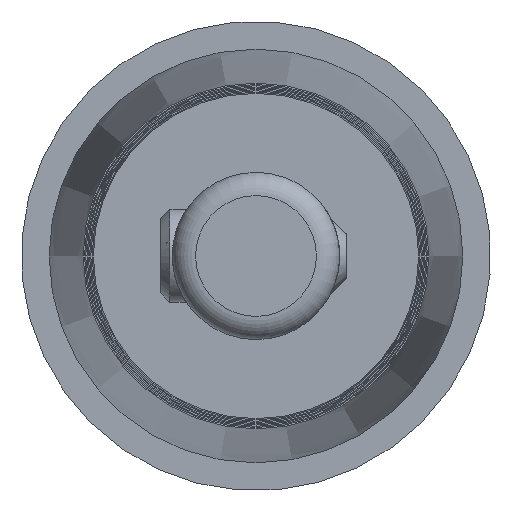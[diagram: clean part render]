
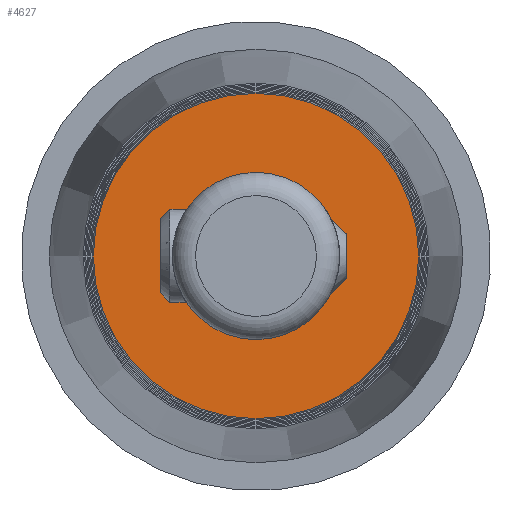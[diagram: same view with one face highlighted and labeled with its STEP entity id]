
A CAD part, left-side view. The second image highlights one B-rep face of the part: STEP entity #4627.
In plain terms, the highlighted planar face has unit normal (-1, 0, 0).
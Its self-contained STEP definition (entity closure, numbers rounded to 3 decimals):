
#254=CARTESIAN_POINT('',(0.,0.789,1.042));
#255=VERTEX_POINT('',#254);
#256=CARTESIAN_POINT('',(0.,-0.407,1.242));
#257=VERTEX_POINT('',#256);
#258=CARTESIAN_POINT('',(0.,0.789,1.042));
#259=CARTESIAN_POINT('',(0.,0.765,1.107));
#260=CARTESIAN_POINT('',(0.,0.73,1.169));
#261=CARTESIAN_POINT('',(0.,0.688,1.224));
#262=CARTESIAN_POINT('',(0.,0.645,1.279));
#263=CARTESIAN_POINT('',(0.,0.594,1.328));
#264=CARTESIAN_POINT('',(0.,0.537,1.368));
#265=CARTESIAN_POINT('',(0.,0.48,1.409));
#266=CARTESIAN_POINT('',(0.,0.417,1.44));
#267=CARTESIAN_POINT('',(0.,0.351,1.462));
#268=CARTESIAN_POINT('',(0.,0.284,1.484));
#269=CARTESIAN_POINT('',(0.,0.215,1.495));
#270=CARTESIAN_POINT('',(0.,0.145,1.497));
#271=CARTESIAN_POINT('',(0.,0.075,1.498));
#272=CARTESIAN_POINT('',(0.,0.005,1.488));
#273=CARTESIAN_POINT('',(0.,-0.062,1.469));
#274=CARTESIAN_POINT('',(0.,-0.129,1.449));
#275=CARTESIAN_POINT('',(0.,-0.193,1.42));
#276=CARTESIAN_POINT('',(0.,-0.251,1.381));
#277=CARTESIAN_POINT('',(0.,-0.31,1.343));
#278=CARTESIAN_POINT('',(0.,-0.362,1.296));
#279=CARTESIAN_POINT('',(0.,-0.407,1.242));
#280=B_SPLINE_CURVE_WITH_KNOTS('',3,(#258,#259,#260,#261,#262,#263,#264,#265,#266,#267,#268,#269,#270,#271,#272,#273,#274,#275,#276,#277,#278,#279),.UNSPECIFIED.,.F.,.U.,(4,3,3,3,3,3,3,4),(0.0,0.021,0.042,0.063,0.084,0.105,0.126,0.147),.UNSPECIFIED.);
#281=EDGE_CURVE('',#255,#257,#280,.T.);
#1124=CARTESIAN_POINT('',(0.,-1.297,0.163));
#1125=VERTEX_POINT('',#1124);
#1126=CARTESIAN_POINT('',(0.,-0.407,1.242));
#1127=DIRECTION('',(0.0,-0.636,-0.772));
#1128=VECTOR('',#1127,1.399);
#1129=LINE('',#1126,#1128);
#1130=EDGE_CURVE('',#257,#1125,#1129,.T.);
#1765=CARTESIAN_POINT('',(0.,1.279,-0.269));
#1766=VERTEX_POINT('',#1765);
#1767=CARTESIAN_POINT('',(0.,1.279,-0.269));
#1768=DIRECTION('',(0.0,-0.35,0.937));
#1769=VECTOR('',#1768,1.399);
#1770=LINE('',#1767,#1769);
#1771=EDGE_CURVE('',#1766,#255,#1770,.T.);
#3258=CARTESIAN_POINT('',(0.,-0.872,-0.973));
#3259=VERTEX_POINT('',#3258);
#3260=CARTESIAN_POINT('',(0.,-1.297,0.163));
#3261=CARTESIAN_POINT('',(0.,-1.341,0.109));
#3262=CARTESIAN_POINT('',(0.,-1.377,0.048));
#3263=CARTESIAN_POINT('',(0.,-1.404,-0.016));
#3264=CARTESIAN_POINT('',(0.,-1.43,-0.081));
#3265=CARTESIAN_POINT('',(0.,-1.447,-0.15));
#3266=CARTESIAN_POINT('',(0.,-1.454,-0.219));
#3267=CARTESIAN_POINT('',(0.,-1.46,-0.288));
#3268=CARTESIAN_POINT('',(0.,-1.456,-0.359));
#3269=CARTESIAN_POINT('',(0.,-1.441,-0.427));
#3270=CARTESIAN_POINT('',(0.,-1.427,-0.496));
#3271=CARTESIAN_POINT('',(0.,-1.402,-0.562));
#3272=CARTESIAN_POINT('',(0.,-1.368,-0.623));
#3273=CARTESIAN_POINT('',(0.,-1.334,-0.684));
#3274=CARTESIAN_POINT('',(0.,-1.291,-0.74));
#3275=CARTESIAN_POINT('',(0.,-1.241,-0.788));
#3276=CARTESIAN_POINT('',(0.,-1.191,-0.836));
#3277=CARTESIAN_POINT('',(0.,-1.133,-0.877));
#3278=CARTESIAN_POINT('',(0.,-1.071,-0.908));
#3279=CARTESIAN_POINT('',(0.,-1.008,-0.94));
#3280=CARTESIAN_POINT('',(0.,-0.941,-0.962));
#3281=CARTESIAN_POINT('',(0.,-0.872,-0.973));
#3282=B_SPLINE_CURVE_WITH_KNOTS('',3,(#3260,#3261,#3262,#3263,#3264,#3265,#3266,#3267,#3268,#3269,#3270,#3271,#3272,#3273,#3274,#3275,#3276,#3277,#3278,#3279,#3280,#3281),.UNSPECIFIED.,.F.,.U.,(4,3,3,3,3,3,3,4),(0.0,0.021,0.042,0.063,0.084,0.105,0.126,0.147),.UNSPECIFIED.);
#3283=EDGE_CURVE('',#1125,#3259,#3282,.T.);
#3353=CARTESIAN_POINT('',(0.,0.508,-1.204));
#3354=VERTEX_POINT('',#3353);
#3355=CARTESIAN_POINT('',(0.,-0.872,-0.973));
#3356=DIRECTION('',(0.0,0.986,-0.165));
#3357=VECTOR('',#3356,1.399);
#3358=LINE('',#3355,#3357);
#3359=EDGE_CURVE('',#3259,#3354,#3358,.T.);
#3559=CARTESIAN_POINT('',(0.,0.508,-1.204));
#3560=CARTESIAN_POINT('',(0.,0.577,-1.216));
#3561=CARTESIAN_POINT('',(0.,0.647,-1.217));
#3562=CARTESIAN_POINT('',(0.,0.716,-1.208));
#3563=CARTESIAN_POINT('',(0.,0.785,-1.198));
#3564=CARTESIAN_POINT('',(0.,0.853,-1.179));
#3565=CARTESIAN_POINT('',(0.,0.917,-1.149));
#3566=CARTESIAN_POINT('',(0.,0.98,-1.12));
#3567=CARTESIAN_POINT('',(0.,1.039,-1.081));
#3568=CARTESIAN_POINT('',(0.,1.091,-1.035));
#3569=CARTESIAN_POINT('',(0.,1.143,-0.988));
#3570=CARTESIAN_POINT('',(0.,1.188,-0.934));
#3571=CARTESIAN_POINT('',(0.,1.224,-0.874));
#3572=CARTESIAN_POINT('',(0.,1.26,-0.814));
#3573=CARTESIAN_POINT('',(0.,1.286,-0.749));
#3574=CARTESIAN_POINT('',(0.,1.303,-0.681));
#3575=CARTESIAN_POINT('',(0.,1.32,-0.613));
#3576=CARTESIAN_POINT('',(0.,1.326,-0.543));
#3577=CARTESIAN_POINT('',(0.,1.322,-0.473));
#3578=CARTESIAN_POINT('',(0.,1.318,-0.403));
#3579=CARTESIAN_POINT('',(0.,1.303,-0.334));
#3580=CARTESIAN_POINT('',(0.,1.279,-0.269));
#3581=B_SPLINE_CURVE_WITH_KNOTS('',3,(#3559,#3560,#3561,#3562,#3563,#3564,#3565,#3566,#3567,#3568,#3569,#3570,#3571,#3572,#3573,#3574,#3575,#3576,#3577,#3578,#3579,#3580),.UNSPECIFIED.,.F.,.U.,(4,3,3,3,3,3,3,4),(0.0,0.021,0.042,0.063,0.084,0.105,0.126,0.147),.UNSPECIFIED.);
#3582=EDGE_CURVE('',#3354,#1766,#3581,.T.);
#4603=CARTESIAN_POINT('',(0.,2.375,0.0));
#4604=DIRECTION('',(-1.0,0.0,0.0));
#4605=DIRECTION('',(0.0,0.0,1.0));
#4606=AXIS2_PLACEMENT_3D('',#4603,#4604,#4605);
#4607=PLANE('',#4606);
#4608=CARTESIAN_POINT('',(0.0,3.5,0.0));
#4609=VERTEX_POINT('',#4608);
#4610=CARTESIAN_POINT('',(0.0,0.0,0.0));
#4611=DIRECTION('',(1.0,0.0,0.0));
#4612=DIRECTION('',(0.0,1.0,0.0));
#4613=AXIS2_PLACEMENT_3D('',#4610,#4611,#4612);
#4614=CIRCLE('',#4613,3.5);
#4615=EDGE_CURVE('',#4609,#4609,#4614,.T.);
#4616=ORIENTED_EDGE('',*,*,#4615,.F.);
#4617=EDGE_LOOP('',(#4616));
#4618=FACE_OUTER_BOUND('',#4617,.T.);
#4619=ORIENTED_EDGE('',*,*,#1771,.T.);
#4620=ORIENTED_EDGE('',*,*,#281,.T.);
#4621=ORIENTED_EDGE('',*,*,#1130,.T.);
#4622=ORIENTED_EDGE('',*,*,#3283,.T.);
#4623=ORIENTED_EDGE('',*,*,#3359,.T.);
#4624=ORIENTED_EDGE('',*,*,#3582,.T.);
#4625=EDGE_LOOP('',(#4619,#4620,#4621,#4622,#4623,#4624));
#4626=FACE_BOUND('',#4625,.T.);
#4627=ADVANCED_FACE('',(#4618,#4626),#4607,.T.);
